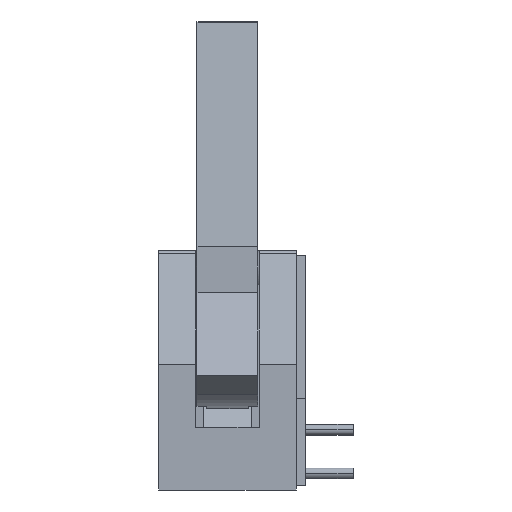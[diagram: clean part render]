
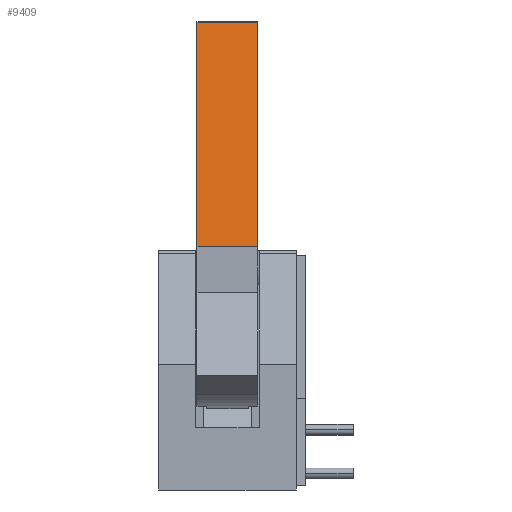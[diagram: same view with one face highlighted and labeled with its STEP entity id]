
A CAD part, left-side view. The second image highlights one B-rep face of the part: STEP entity #9409.
In plain terms, the highlighted planar face has unit normal (-0.986, 0, 0.165).
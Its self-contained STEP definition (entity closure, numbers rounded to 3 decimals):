
#75=DIRECTION('',(0.165,0.,0.986));
#76=VECTOR('',#75,13.26);
#77=CARTESIAN_POINT('',(-12.989,-1.778,6.876));
#78=LINE('',#77,#76);
#3036=DIRECTION('',(0.165,0.,0.986));
#3037=VECTOR('',#3036,13.26);
#3038=CARTESIAN_POINT('',(-12.989,1.778,6.876));
#3039=LINE('',#3038,#3037);
#3342=DIRECTION('',(0.,1.,0.));
#3343=VECTOR('',#3342,3.556);
#3344=CARTESIAN_POINT('',(-10.8,-1.778,19.954));
#3345=LINE('',#3344,#3343);
#3346=DIRECTION('',(0.,1.,0.));
#3347=VECTOR('',#3346,3.556);
#3348=CARTESIAN_POINT('',(-12.989,-1.778,6.876));
#3349=LINE('',#3348,#3347);
#4244=CARTESIAN_POINT('',(-12.989,-1.778,6.876));
#4245=CARTESIAN_POINT('',(-10.8,-1.778,19.954));
#4246=VERTEX_POINT('',#4244);
#4247=VERTEX_POINT('',#4245);
#4264=CARTESIAN_POINT('',(-12.989,1.778,6.876));
#4265=CARTESIAN_POINT('',(-10.8,1.778,19.954));
#4266=VERTEX_POINT('',#4264);
#4267=VERTEX_POINT('',#4265);
#9397=CARTESIAN_POINT('',(-12.989,-1.778,6.876));
#9398=DIRECTION('',(-0.986,0.,0.165));
#9399=DIRECTION('',(0.165,0.,0.986));
#9400=AXIS2_PLACEMENT_3D('',#9397,#9398,#9399);
#9401=PLANE('',#9400);
#9402=ORIENTED_EDGE('',*,*,#4656,.F.);
#9404=ORIENTED_EDGE('',*,*,#9403,.T.);
#9405=ORIENTED_EDGE('',*,*,#8874,.T.);
#9406=ORIENTED_EDGE('',*,*,#9390,.F.);
#9407=EDGE_LOOP('',(#9402,#9404,#9405,#9406));
#9408=FACE_OUTER_BOUND('',#9407,.F.);
#4656=EDGE_CURVE('',#4246,#4247,#78,.T.);
#8874=EDGE_CURVE('',#4266,#4267,#3039,.T.);
#9390=EDGE_CURVE('',#4247,#4267,#3345,.T.);
#9403=EDGE_CURVE('',#4246,#4266,#3349,.T.);
#9409=ADVANCED_FACE('',(#9408),#9401,.T.);
